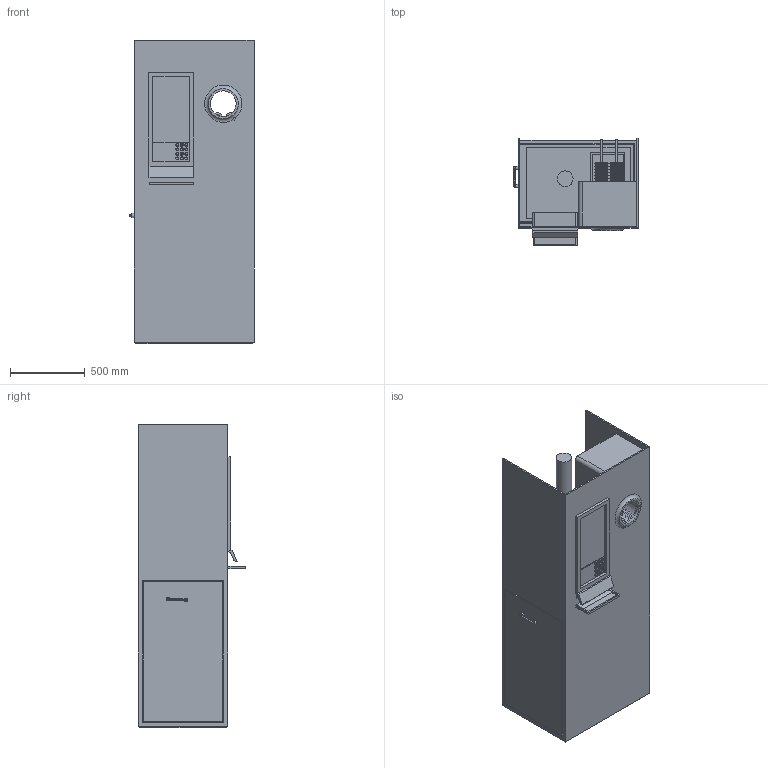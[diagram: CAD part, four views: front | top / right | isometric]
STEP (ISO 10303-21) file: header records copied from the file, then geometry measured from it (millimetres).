
FILE_DESCRIPTION(/* description */ ('','CAx-IF Rec.Pracs.---Representation and Presentation of Product Manufacturing Information (PMI)---4.0---2014-10-13'),/* implementation_level */ '2;1');
FILE_NAME(/* name */ 'rewend v3.step',/* time_stamp */ '2025-01-03T12:54:12+05:30',/* author */ (''),/* organization */ (''),/* preprocessor_version */ 'ST-DEVELOPER v20',/* originating_system */ 'Autodesk Translation Framework v13.20.0.188',/* authorisation */ '');
FILE_SCHEMA (('AP242_MANAGED_MODEL_BASED_3D_ENGINEERING_MIM_LF { 1 0 10303 442 1 1 4 }'));
Length unit declared in the file: millimetre
Products named in the file (2): rewend; Component1
Assembly tree (1 placements, depth 2):
  rewend
    Component1
Bounding box: 830 x 720 x 2030 mm (x, y, z)
Volume: 111474698.2 mm3; surface area: 16831515.9 mm2
Topology: 12 solids, 13 shells, 386 faces, 745 edges, 471 vertices
Faces by surface type: plane 199, cylinder 102, cone 64, torus 11, bspline 10
Full cylindrical faces by diameter (mm): 12 x36, 20 x12, 21.046 x1, 22.842 x1, 23.05 x1, 36.207 x1, 39.616 x2, 90.151 x32, 104.258 x1, 171.594 x2, 185.816 x1
Entity records: 15081 total; most frequent: CARTESIAN_POINT 6926, DIRECTION 1786, ORIENTED_EDGE 1488, EDGE_CURVE 744, AXIS2_PLACEMENT_3D 691, EDGE_LOOP 485, VERTEX_POINT 471, LINE 404
